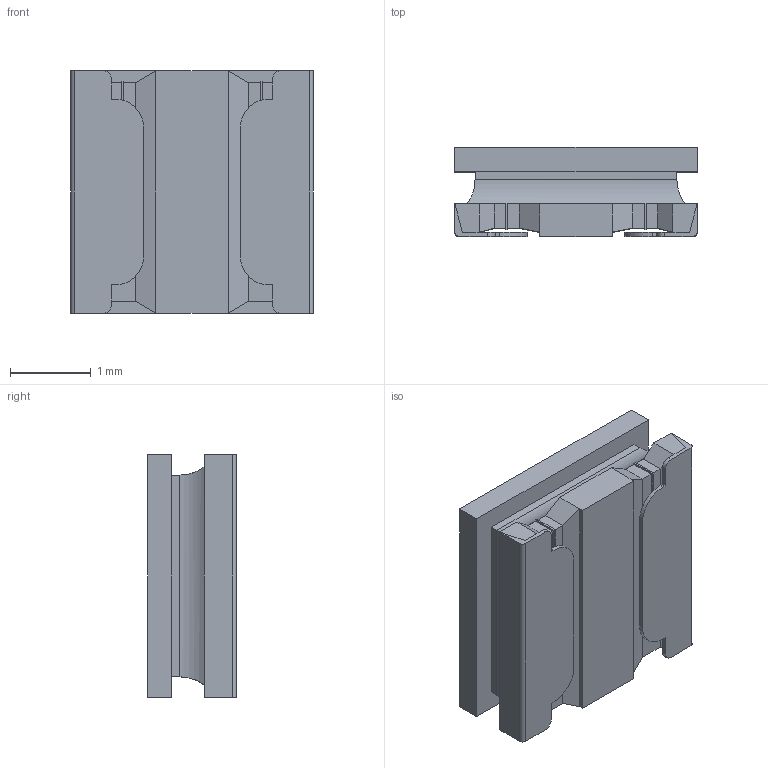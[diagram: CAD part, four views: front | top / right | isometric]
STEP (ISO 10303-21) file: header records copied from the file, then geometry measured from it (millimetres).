
FILE_DESCRIPTION (( 'STEP AP214' ), '1' );
FILE_NAME ('LQH3NPN470MJRL.STEP', '2022-07-09T06:26:26', ( '' ), ( '' ), 'SwSTEP 2.0', 'SolidWorks 2018', '' );
FILE_SCHEMA (( 'AUTOMOTIVE_DESIGN' ));
Length unit declared in the file: millimetre
Products named in the file (1): LQH3NPN470MJRL
Bounding box: 3 x 1.1 x 3 mm (x, y, z)
Volume: 8.6 mm3; surface area: 40.9 mm2
Topology: 1 solids, 1 shells, 103 faces, 256 edges, 156 vertices
Faces by surface type: plane 89, cylinder 14
Entity records: 4085 total; most frequent: CARTESIAN_POINT 528, ORIENTED_EDGE 512, DIRECTION 480, EDGE_CURVE 256, VECTOR 232, LINE 232, VERTEX_POINT 156, AXIS2_PLACEMENT_3D 124
